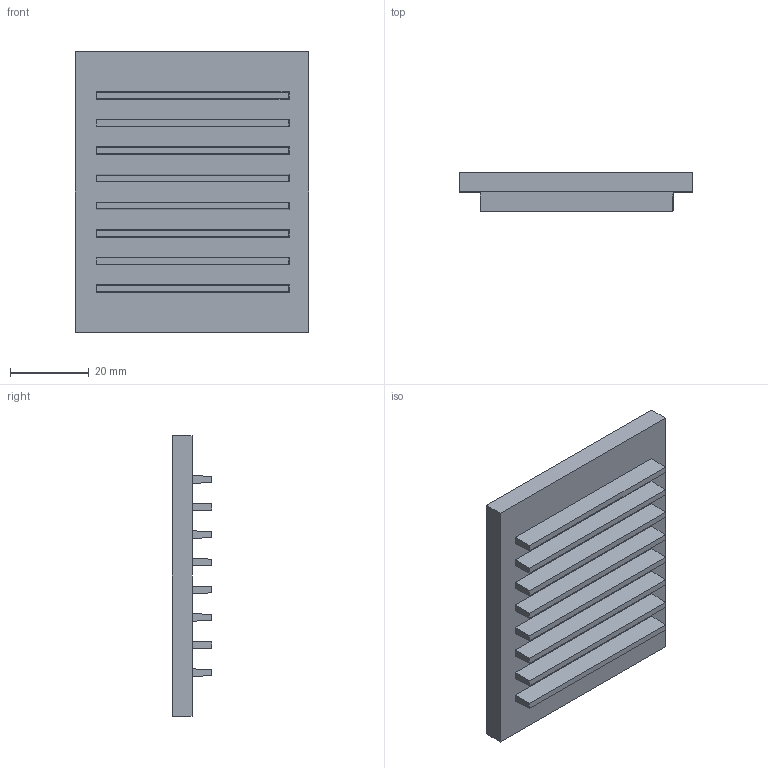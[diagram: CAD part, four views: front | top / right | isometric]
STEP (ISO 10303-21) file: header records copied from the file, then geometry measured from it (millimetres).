
FILE_DESCRIPTION(/* description */ (''),/* implementation_level */ '2;1');
FILE_NAME(/* name */ 'Test impression 3D plaque supérieure v9.step',/* time_stamp */ '2018-12-19T11:31:02+01:00',/* author */ ('valentin.brisson'),/* organization */ (''),/* preprocessor_version */ 'ST-DEVELOPER v17.2',/* originating_system */ 'Autodesk Translation Framework v7.6.0.251',/* authorisation */ '');
FILE_SCHEMA (('AUTOMOTIVE_DESIGN { 1 0 10303 214 3 1 1 }'));
Length unit declared in the file: millimetre
Products named in the file (1): Test impression 3D plaque supérieure
Bounding box: 59.17 x 10 x 71 mm (x, y, z)
Volume: 24392.6 mm3; surface area: 13616.6 mm2
Topology: 1 solids, 1 shells, 46 faces, 108 edges, 72 vertices
Faces by surface type: plane 46
Entity records: 1325 total; most frequent: CARTESIAN_POINT 227, ORIENTED_EDGE 216, DIRECTION 202, LINE 108, VECTOR 108, EDGE_CURVE 108, VERTEX_POINT 72, EDGE_LOOP 54
